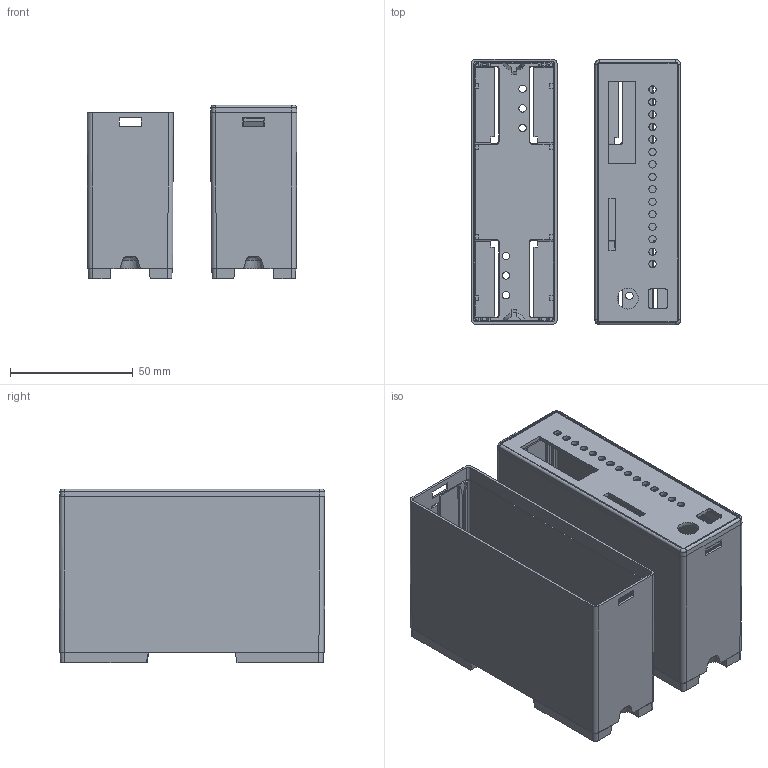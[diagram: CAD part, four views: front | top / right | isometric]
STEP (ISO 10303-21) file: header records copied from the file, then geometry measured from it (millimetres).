
FILE_DESCRIPTION( ( 'STEP AP203' ), '1' );
FILE_NAME( ' ', ' ', ( ' ' ), ( ' ' ), 'XStep 1.0', ' ', ' ' );
FILE_SCHEMA( ( 'CONFIG_CONTROL_DESIGN' ) );
Length unit declared in the file: millimetre
Products named in the file (3): Assem1; 1; 2
Bounding box: 85.3 x 108.24 x 70.7 mm (x, y, z)
Volume: 80819.6 mm3; surface area: 110868.9 mm2
Topology: 4 solids, 4 shells, 596 faces, 1802 edges, 1208 vertices
Faces by surface type: plane 440, cylinder 100, cone 28, bspline 20, extrusion 8
Full cylindrical faces by diameter (mm): 3 x42, 8.5 x2
Entity records: 10325 total; most frequent: CARTESIAN_POINT 2138, ORIENTED_EDGE 1726, DIRECTION 1535, EDGE_CURVE 863, VECTOR 693, LINE 689, VERTEX_POINT 588, AXIS2_PLACEMENT_3D 421
